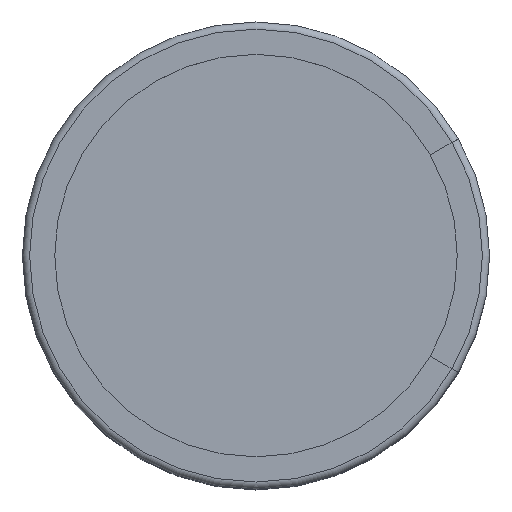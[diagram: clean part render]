
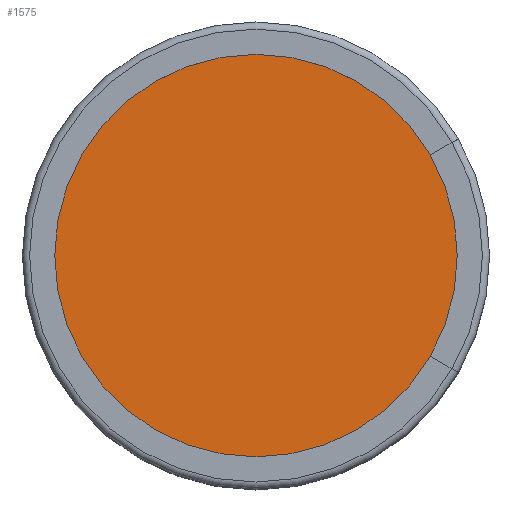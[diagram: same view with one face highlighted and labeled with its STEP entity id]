
A CAD part, top view. The second image highlights one B-rep face of the part: STEP entity #1575.
In plain terms, the highlighted planar face has unit normal (0, 0, 1).
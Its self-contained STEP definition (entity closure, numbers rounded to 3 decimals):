
#1280 = EDGE_CURVE('',#1281,#1281,#1283,.T.);
#1281 = VERTEX_POINT('',#1282);
#1282 = CARTESIAN_POINT('',(-3.05,0.,6.7));
#1283 = SURFACE_CURVE('',#1284,(#1289,#1323),.PCURVE_S1.);
#1284 = CIRCLE('',#1285,3.05);
#1285 = AXIS2_PLACEMENT_3D('',#1286,#1287,#1288);
#1286 = CARTESIAN_POINT('',(0.,0.,6.7));
#1287 = DIRECTION('',(0.,0.,-1.));
#1288 = DIRECTION('',(1.,0.,0.));
#1289 = PCURVE('',#1290,#1295);
#1290 = TOROIDAL_SURFACE('',#1291,3.05,0.1);
#1291 = AXIS2_PLACEMENT_3D('',#1292,#1293,#1294);
#1292 = CARTESIAN_POINT('',(0.,0.,6.6));
#1293 = DIRECTION('',(0.,0.,-1.));
#1294 = DIRECTION('',(1.,0.,0.));
#1295 = DEFINITIONAL_REPRESENTATION('',(#1296),#1322);
#1296 = B_SPLINE_CURVE_WITH_KNOTS('',3,(#1297,#1298,#1299,#1300,#1301,
    #1302,#1303,#1304,#1305,#1306,#1307,#1308,#1309,#1310,#1311,#1312,
    #1313,#1314,#1315,#1316,#1317,#1318,#1319,#1320,#1321),
  .UNSPECIFIED.,.F.,.F.,(4,1,1,1,1,1,1,1,1,1,1,1,1,1,1,1,1,1,1,1,1,1,4),
  (3.142,3.427,3.713,3.998,
    4.284,4.57,4.855,5.141,
    5.426,5.712,5.998,6.283,
    6.569,6.854,7.14,7.426,
    7.711,7.997,8.282,8.568,
    8.854,9.139,9.425),.UNSPECIFIED.);
#1297 = CARTESIAN_POINT('',(3.142,4.712));
#1298 = CARTESIAN_POINT('',(3.237,4.712));
#1299 = CARTESIAN_POINT('',(3.427,4.712));
#1300 = CARTESIAN_POINT('',(3.713,4.712));
#1301 = CARTESIAN_POINT('',(3.998,4.712));
#1302 = CARTESIAN_POINT('',(4.284,4.712));
#1303 = CARTESIAN_POINT('',(4.57,4.712));
#1304 = CARTESIAN_POINT('',(4.855,4.712));
#1305 = CARTESIAN_POINT('',(5.141,4.712));
#1306 = CARTESIAN_POINT('',(5.426,4.712));
#1307 = CARTESIAN_POINT('',(5.712,4.712));
#1308 = CARTESIAN_POINT('',(5.998,4.712));
#1309 = CARTESIAN_POINT('',(6.283,4.712));
#1310 = CARTESIAN_POINT('',(6.569,4.712));
#1311 = CARTESIAN_POINT('',(6.854,4.712));
#1312 = CARTESIAN_POINT('',(7.14,4.712));
#1313 = CARTESIAN_POINT('',(7.426,4.712));
#1314 = CARTESIAN_POINT('',(7.711,4.712));
#1315 = CARTESIAN_POINT('',(7.997,4.712));
#1316 = CARTESIAN_POINT('',(8.282,4.712));
#1317 = CARTESIAN_POINT('',(8.568,4.712));
#1318 = CARTESIAN_POINT('',(8.854,4.712));
#1319 = CARTESIAN_POINT('',(9.139,4.712));
#1320 = CARTESIAN_POINT('',(9.33,4.712));
#1321 = CARTESIAN_POINT('',(9.425,4.712));
#1322 = ( GEOMETRIC_REPRESENTATION_CONTEXT(2) 
PARAMETRIC_REPRESENTATION_CONTEXT() REPRESENTATION_CONTEXT('2D SPACE',''
  ) );
#1323 = PCURVE('',#1324,#1329);
#1324 = PLANE('',#1325);
#1325 = AXIS2_PLACEMENT_3D('',#1326,#1327,#1328);
#1326 = CARTESIAN_POINT('',(0.,0.,6.7));
#1327 = DIRECTION('',(0.,0.,-1.));
#1328 = DIRECTION('',(1.,0.,0.));
#1329 = DEFINITIONAL_REPRESENTATION('',(#1330),#1334);
#1330 = CIRCLE('',#1331,3.05);
#1331 = AXIS2_PLACEMENT_2D('',#1332,#1333);
#1332 = CARTESIAN_POINT('',(0.,0.));
#1333 = DIRECTION('',(1.,0.));
#1334 = ( GEOMETRIC_REPRESENTATION_CONTEXT(2) 
PARAMETRIC_REPRESENTATION_CONTEXT() REPRESENTATION_CONTEXT('2D SPACE',''
  ) );
#1575 = ADVANCED_FACE('',(#1576),#1324,.F.);
#1576 = FACE_BOUND('',#1577,.T.);
#1577 = EDGE_LOOP('',(#1578));
#1578 = ORIENTED_EDGE('',*,*,#1280,.F.);
